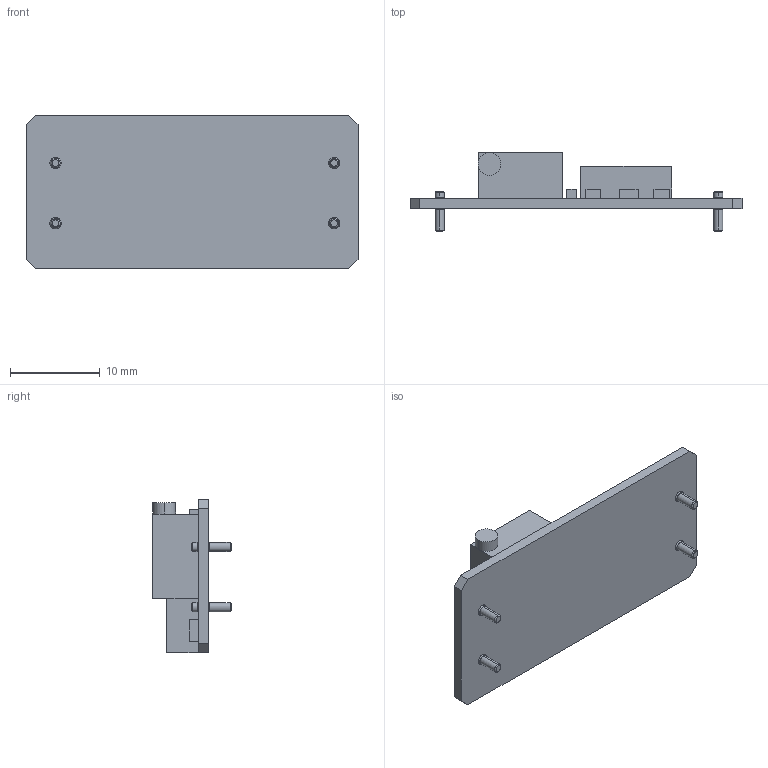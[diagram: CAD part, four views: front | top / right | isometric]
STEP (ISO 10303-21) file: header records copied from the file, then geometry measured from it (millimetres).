
FILE_DESCRIPTION (( 'STEP AP214' ), '1' );
FILE_NAME ('MT3608 board.STEP', '2025-09-18T07:46:55', ( '' ), ( '' ), 'SwSTEP 2.0', 'SolidWorks 2018', '' );
FILE_SCHEMA (( 'AUTOMOTIVE_DESIGN' ));
Length unit declared in the file: inch
Products named in the file (1): MT3608 board
Bounding box: 37.08 x 8.76 x 17.14 mm (x, y, z)
Volume: 1593.7 mm3; surface area: 1836.2 mm2
Topology: 1 solids, 1 shells, 111 faces, 241 edges, 149 vertices
Faces by surface type: plane 57, cone 32, cylinder 22
Entity records: 4410 total; most frequent: DIRECTION 542, CARTESIAN_POINT 502, ORIENTED_EDGE 482, EDGE_CURVE 241, AXIS2_PLACEMENT_3D 189, VECTOR 164, LINE 164, VERTEX_POINT 149
